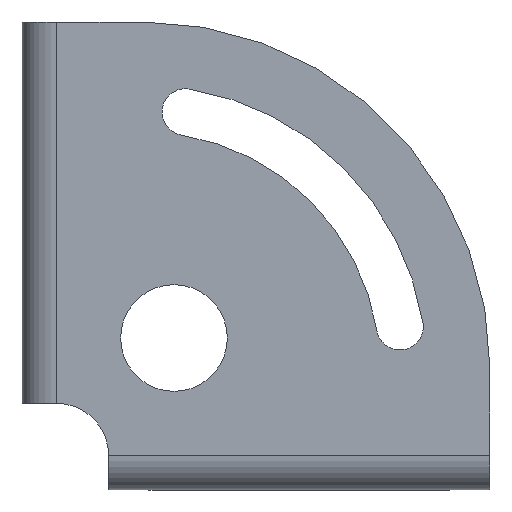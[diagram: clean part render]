
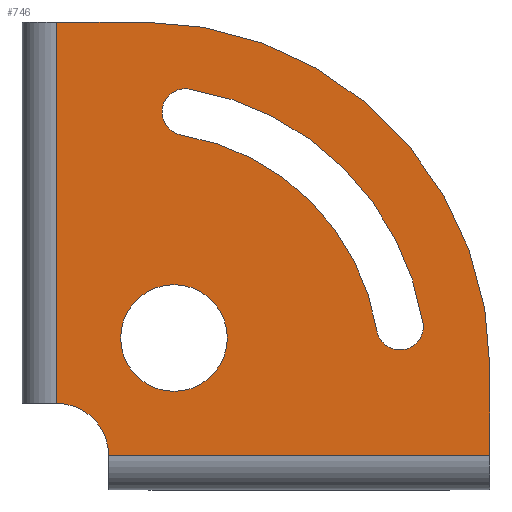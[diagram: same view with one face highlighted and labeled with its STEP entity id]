
A CAD part, front view. The second image highlights one B-rep face of the part: STEP entity #746.
In plain terms, the highlighted planar face has unit normal (0, -1, 0).
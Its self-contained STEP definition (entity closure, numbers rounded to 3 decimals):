
#2 = EDGE_CURVE ( 'NONE', #1106, #653, #1234, .T. ) ;
#9 = DIRECTION ( 'NONE',  ( 0., 0., 1. ) ) ;
#12 = CIRCLE ( 'NONE', #763, 6.15 ) ;
#15 = DIRECTION ( 'NONE',  ( 0., 0., 1. ) ) ;
#18 = CARTESIAN_POINT ( 'NONE',  ( 12., -2., 50. ) ) ;
#19 = VERTEX_POINT ( 'NONE', #978 ) ;
#23 = AXIS2_PLACEMENT_3D ( 'NONE', #1104, #486, #1209 ) ;
#25 = LINE ( 'NONE', #1097, #1111 ) ;
#33 = EDGE_CURVE ( 'NONE', #321, #194, #391, .T. ) ;
#35 = CIRCLE ( 'NONE', #23, 32.7 ) ;
#69 = DIRECTION ( 'NONE',  ( 0., 0., -1. ) ) ;
#74 = EDGE_CURVE ( 'NONE', #1106, #1289, #111, .T. ) ;
#80 = FACE_BOUND ( 'NONE', #330, .T. ) ;
#111 = CIRCLE ( 'NONE', #433, 6. ) ;
#112 = VERTEX_POINT ( 'NONE', #410 ) ;
#125 = VERTEX_POINT ( 'NONE', #223 ) ;
#137 = CARTESIAN_POINT ( 'NONE',  ( 52., -2., 10. ) ) ;
#181 = LINE ( 'NONE', #949, #982 ) ;
#194 = VERTEX_POINT ( 'NONE', #287 ) ;
#212 = DIRECTION ( 'NONE',  ( 0., 1., 0. ) ) ;
#221 = CARTESIAN_POINT ( 'NONE',  ( 15.536, -2., 13.536 ) ) ;
#223 = CARTESIAN_POINT ( 'NONE',  ( 15.536, -2., 7.386 ) ) ;
#224 = CARTESIAN_POINT ( 'NONE',  ( 0., -2., 50. ) ) ;
#287 = CARTESIAN_POINT ( 'NONE',  ( 16.856, -2., 42.304 ) ) ;
#290 = VERTEX_POINT ( 'NONE', #137 ) ;
#311 = CIRCLE ( 'NONE', #466, 2.7 ) ;
#321 = VERTEX_POINT ( 'NONE', #1200 ) ;
#323 = DIRECTION ( 'NONE',  ( 0., 0., 1. ) ) ;
#330 = EDGE_LOOP ( 'NONE', ( #1300, #1313 ) ) ;
#332 = EDGE_CURVE ( 'NONE', #290, #653, #25, .T. ) ;
#343 = VERTEX_POINT ( 'NONE', #678 ) ;
#349 = FACE_OUTER_BOUND ( 'NONE', #711, .T. ) ;
#351 = ORIENTED_EDGE ( 'NONE', *, *, #785, .T. ) ;
#357 = EDGE_CURVE ( 'NONE', #405, #343, #561, .T. ) ;
#391 = CIRCLE ( 'NONE', #1087, 2.7 ) ;
#405 = VERTEX_POINT ( 'NONE', #436 ) ;
#410 = CARTESIAN_POINT ( 'NONE',  ( 44.269, -2., 15.293 ) ) ;
#427 = VERTEX_POINT ( 'NONE', #18 ) ;
#433 = AXIS2_PLACEMENT_3D ( 'NONE', #1048, #755, #538 ) ;
#436 = CARTESIAN_POINT ( 'NONE',  ( 16.419, -2., 36.94 ) ) ;
#460 = AXIS2_PLACEMENT_3D ( 'NONE', #1283, #656, #9 ) ;
#466 = AXIS2_PLACEMENT_3D ( 'NONE', #1053, #527, #738 ) ;
#469 = CARTESIAN_POINT ( 'NONE',  ( 2., -2., 6. ) ) ;
#482 = ORIENTED_EDGE ( 'NONE', *, *, #641, .F. ) ;
#486 = DIRECTION ( 'NONE',  ( 0., -1., 0. ) ) ;
#498 = DIRECTION ( 'NONE',  ( 0., -1., 0. ) ) ;
#527 = DIRECTION ( 'NONE',  ( 0., -1., 0. ) ) ;
#538 = DIRECTION ( 'NONE',  ( 0., 0., 1. ) ) ;
#551 = CIRCLE ( 'NONE', #460, 6.15 ) ;
#561 = CIRCLE ( 'NONE', #1302, 27.3 ) ;
#576 = DIRECTION ( 'NONE',  ( 0., 0., 1. ) ) ;
#577 = CIRCLE ( 'NONE', #1072, 40. ) ;
#596 = CARTESIAN_POINT ( 'NONE',  ( 12., -2., 10. ) ) ;
#598 = VECTOR ( 'NONE', #934, 1000. ) ;
#601 = DIRECTION ( 'NONE',  ( 0., 0., 1. ) ) ;
#602 = CARTESIAN_POINT ( 'NONE',  ( 16.856, -2., 39.604 ) ) ;
#615 = CIRCLE ( 'NONE', #935, 2.7 ) ;
#625 = ORIENTED_EDGE ( 'NONE', *, *, #33, .F. ) ;
#635 = LINE ( 'NONE', #833, #598 ) ;
#641 = EDGE_CURVE ( 'NONE', #1099, #427, #635, .T. ) ;
#647 = CARTESIAN_POINT ( 'NONE',  ( 8., -2., 0. ) ) ;
#653 = VERTEX_POINT ( 'NONE', #1342 ) ;
#656 = DIRECTION ( 'NONE',  ( 0., -1., 0. ) ) ;
#660 = EDGE_CURVE ( 'NONE', #343, #112, #311, .T. ) ;
#661 = CARTESIAN_POINT ( 'NONE',  ( 0., -2., 0. ) ) ;
#667 = ORIENTED_EDGE ( 'NONE', *, *, #74, .F. ) ;
#678 = CARTESIAN_POINT ( 'NONE',  ( 38.94, -2., 14.419 ) ) ;
#683 = EDGE_CURVE ( 'NONE', #1099, #1289, #181, .T. ) ;
#709 = DIRECTION ( 'NONE',  ( 0., 0., 1. ) ) ;
#711 = EDGE_LOOP ( 'NONE', ( #1176, #351, #482, #1088, #667, #1322 ) ) ;
#714 = DIRECTION ( 'NONE',  ( 0., 0., 1. ) ) ;
#738 = DIRECTION ( 'NONE',  ( 0., 0., 1. ) ) ;
#746 = ADVANCED_FACE ( 'NONE', ( #80, #959, #349 ), #1240, .F. ) ;
#755 = DIRECTION ( 'NONE',  ( 0., -1., 0. ) ) ;
#763 = AXIS2_PLACEMENT_3D ( 'NONE', #221, #957, #323 ) ;
#780 = ORIENTED_EDGE ( 'NONE', *, *, #803, .F. ) ;
#785 = EDGE_CURVE ( 'NONE', #290, #427, #577, .T. ) ;
#786 = DIRECTION ( 'NONE',  ( 1., 0., 0. ) ) ;
#791 = ORIENTED_EDGE ( 'NONE', *, *, #1308, .F. ) ;
#795 = CARTESIAN_POINT ( 'NONE',  ( 12., -2., 10. ) ) ;
#800 = DIRECTION ( 'NONE',  ( 0., 1., 0. ) ) ;
#803 = EDGE_CURVE ( 'NONE', #194, #405, #615, .T. ) ;
#833 = CARTESIAN_POINT ( 'NONE',  ( 0., -2., 50. ) ) ;
#864 = CARTESIAN_POINT ( 'NONE',  ( 2., -2., 50. ) ) ;
#889 = ORIENTED_EDGE ( 'NONE', *, *, #357, .F. ) ;
#934 = DIRECTION ( 'NONE',  ( 1., 0., 0. ) ) ;
#935 = AXIS2_PLACEMENT_3D ( 'NONE', #602, #1333, #714 ) ;
#949 = CARTESIAN_POINT ( 'NONE',  ( 2., -2., 50. ) ) ;
#957 = DIRECTION ( 'NONE',  ( 0., -1., 0. ) ) ;
#959 = FACE_BOUND ( 'NONE', #1140, .T. ) ;
#960 = VECTOR ( 'NONE', #786, 1000. ) ;
#978 = CARTESIAN_POINT ( 'NONE',  ( 15.536, -2., 19.686 ) ) ;
#982 = VECTOR ( 'NONE', #69, 1000. ) ;
#1016 = ORIENTED_EDGE ( 'NONE', *, *, #660, .F. ) ;
#1048 = CARTESIAN_POINT ( 'NONE',  ( 2., -2., 0. ) ) ;
#1053 = CARTESIAN_POINT ( 'NONE',  ( 41.604, -2., 14.856 ) ) ;
#1072 = AXIS2_PLACEMENT_3D ( 'NONE', #596, #1328, #709 ) ;
#1087 = AXIS2_PLACEMENT_3D ( 'NONE', #1229, #498, #576 ) ;
#1088 = ORIENTED_EDGE ( 'NONE', *, *, #683, .T. ) ;
#1093 = EDGE_CURVE ( 'NONE', #125, #19, #12, .T. ) ;
#1097 = CARTESIAN_POINT ( 'NONE',  ( 52., -2., 50. ) ) ;
#1099 = VERTEX_POINT ( 'NONE', #864 ) ;
#1104 = CARTESIAN_POINT ( 'NONE',  ( 12., -2., 10. ) ) ;
#1106 = VERTEX_POINT ( 'NONE', #647 ) ;
#1111 = VECTOR ( 'NONE', #1188, 1000. ) ;
#1121 = EDGE_CURVE ( 'NONE', #19, #125, #551, .T. ) ;
#1140 = EDGE_LOOP ( 'NONE', ( #889, #780, #625, #791, #1016 ) ) ;
#1176 = ORIENTED_EDGE ( 'NONE', *, *, #332, .F. ) ;
#1188 = DIRECTION ( 'NONE',  ( 0., 0., -1. ) ) ;
#1200 = CARTESIAN_POINT ( 'NONE',  ( 17.293, -2., 42.269 ) ) ;
#1209 = DIRECTION ( 'NONE',  ( 0., 0., 1. ) ) ;
#1229 = CARTESIAN_POINT ( 'NONE',  ( 16.856, -2., 39.604 ) ) ;
#1234 = LINE ( 'NONE', #661, #960 ) ;
#1240 = PLANE ( 'NONE',  #1287 ) ;
#1283 = CARTESIAN_POINT ( 'NONE',  ( 15.536, -2., 13.536 ) ) ;
#1287 = AXIS2_PLACEMENT_3D ( 'NONE', #224, #212, #601 ) ;
#1289 = VERTEX_POINT ( 'NONE', #469 ) ;
#1300 = ORIENTED_EDGE ( 'NONE', *, *, #1121, .F. ) ;
#1302 = AXIS2_PLACEMENT_3D ( 'NONE', #795, #800, #15 ) ;
#1308 = EDGE_CURVE ( 'NONE', #112, #321, #35, .T. ) ;
#1313 = ORIENTED_EDGE ( 'NONE', *, *, #1093, .F. ) ;
#1322 = ORIENTED_EDGE ( 'NONE', *, *, #2, .T. ) ;
#1328 = DIRECTION ( 'NONE',  ( 0., -1., 0. ) ) ;
#1333 = DIRECTION ( 'NONE',  ( 0., -1., 0. ) ) ;
#1342 = CARTESIAN_POINT ( 'NONE',  ( 52., -2., 0. ) ) ;
